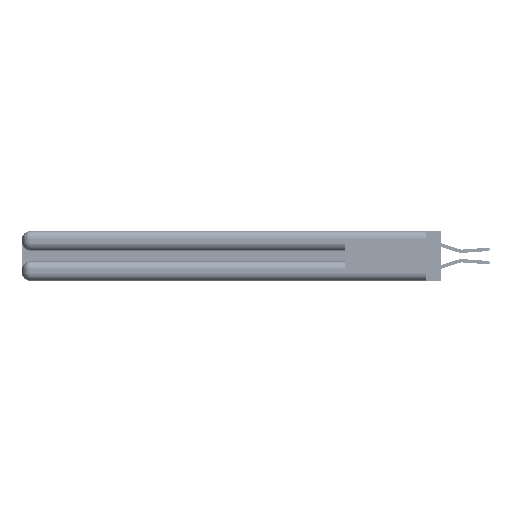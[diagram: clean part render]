
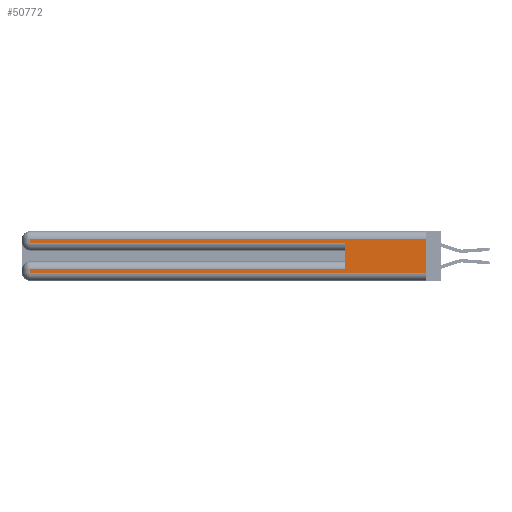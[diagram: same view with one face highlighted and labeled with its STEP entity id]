
A CAD part, left-side view. The second image highlights one B-rep face of the part: STEP entity #50772.
In plain terms, the highlighted planar face has unit normal (-1, 0, 0).
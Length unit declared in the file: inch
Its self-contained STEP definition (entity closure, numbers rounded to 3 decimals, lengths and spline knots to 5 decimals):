
#199 = VECTOR ( 'NONE', #46871, 39.37008 ) ;
#309 = ORIENTED_EDGE ( 'NONE', *, *, #46267, .T. ) ;
#1449 = DIRECTION ( 'NONE',  ( 0., 0., -1. ) ) ;
#2227 = EDGE_CURVE ( 'NONE', #8002, #2263, #17520, .T. ) ;
#2263 = VERTEX_POINT ( 'NONE', #29980 ) ;
#2928 = DIRECTION ( 'NONE',  ( 0., 0., -1. ) ) ;
#3022 = EDGE_CURVE ( 'NONE', #18679, #2263, #35891, .T. ) ;
#3384 = VECTOR ( 'NONE', #19793, 39.37008 ) ;
#3707 = VECTOR ( 'NONE', #33883, 39.37008 ) ;
#5025 = CARTESIAN_POINT ( 'NONE',  ( 0., 2.94, 0.285 ) ) ;
#6692 = VECTOR ( 'NONE', #1449, 39.37008 ) ;
#6717 = ORIENTED_EDGE ( 'NONE', *, *, #2227, .F. ) ;
#6809 = CARTESIAN_POINT ( 'NONE',  ( 0., 2.94, 0.06 ) ) ;
#8002 = VERTEX_POINT ( 'NONE', #41437 ) ;
#11213 = ORIENTED_EDGE ( 'NONE', *, *, #12593, .T. ) ;
#11577 = CARTESIAN_POINT ( 'NONE',  ( 0., 0., 0.06 ) ) ;
#12375 = LINE ( 'NONE', #34875, #32740 ) ;
#12593 = EDGE_CURVE ( 'NONE', #35083, #18679, #52486, .T. ) ;
#14222 = VERTEX_POINT ( 'NONE', #15680 ) ;
#14533 = EDGE_CURVE ( 'NONE', #33772, #35185, #43523, .T. ) ;
#15680 = CARTESIAN_POINT ( 'NONE',  ( 0., 2.94, 0.31 ) ) ;
#16965 = VECTOR ( 'NONE', #24168, 39.37008 ) ;
#17520 = LINE ( 'NONE', #21823, #6692 ) ;
#18140 = VECTOR ( 'NONE', #23750, 39.37008 ) ;
#18679 = VERTEX_POINT ( 'NONE', #6809 ) ;
#18699 = DIRECTION ( 'NONE',  ( 0., 1., 0. ) ) ;
#19181 = CARTESIAN_POINT ( 'NONE',  ( 0., 2.94, 0.37 ) ) ;
#19793 = DIRECTION ( 'NONE',  ( 0., -1., 0. ) ) ;
#21400 = ORIENTED_EDGE ( 'NONE', *, *, #32293, .T. ) ;
#21823 = CARTESIAN_POINT ( 'NONE',  ( 0., 0., 0.37 ) ) ;
#23698 = EDGE_LOOP ( 'NONE', ( #6717, #21400, #42961, #48055, #49331, #309, #11213, #32858 ) ) ;
#23750 = DIRECTION ( 'NONE',  ( 0., 0., -1. ) ) ;
#23988 = CARTESIAN_POINT ( 'NONE',  ( 0., 0., 0.31 ) ) ;
#24168 = DIRECTION ( 'NONE',  ( 0., 1., 0. ) ) ;
#24837 = EDGE_CURVE ( 'NONE', #48969, #35185, #36202, .T. ) ;
#25176 = AXIS2_PLACEMENT_3D ( 'NONE', #45808, #49866, #25607 ) ;
#25607 = DIRECTION ( 'NONE',  ( 0., 0., -1. ) ) ;
#25885 = FACE_OUTER_BOUND ( 'NONE', #23698, .T. ) ;
#26297 = CARTESIAN_POINT ( 'NONE',  ( 0., 0.6, 0.085 ) ) ;
#27802 = LINE ( 'NONE', #23988, #16965 ) ;
#29980 = CARTESIAN_POINT ( 'NONE',  ( 0., 0., 0.06 ) ) ;
#30243 = LINE ( 'NONE', #35793, #18140 ) ;
#32293 = EDGE_CURVE ( 'NONE', #8002, #14222, #27802, .T. ) ;
#32740 = VECTOR ( 'NONE', #18699, 39.37008 ) ;
#32858 = ORIENTED_EDGE ( 'NONE', *, *, #3022, .T. ) ;
#33772 = VERTEX_POINT ( 'NONE', #5025 ) ;
#33883 = DIRECTION ( 'NONE',  ( 0., 0., 1. ) ) ;
#34647 = CARTESIAN_POINT ( 'NONE',  ( 0., 0., 0.285 ) ) ;
#34875 = CARTESIAN_POINT ( 'NONE',  ( 0., 0., 0.085 ) ) ;
#35083 = VERTEX_POINT ( 'NONE', #50066 ) ;
#35185 = VERTEX_POINT ( 'NONE', #38526 ) ;
#35793 = CARTESIAN_POINT ( 'NONE',  ( 0., 2.94, 0.37 ) ) ;
#35891 = LINE ( 'NONE', #11577, #3384 ) ;
#36202 = LINE ( 'NONE', #37942, #3707 ) ;
#37942 = CARTESIAN_POINT ( 'NONE',  ( 0., 0.6, 0.145 ) ) ;
#38526 = CARTESIAN_POINT ( 'NONE',  ( 0., 0.6, 0.285 ) ) ;
#41437 = CARTESIAN_POINT ( 'NONE',  ( 0., 0., 0.31 ) ) ;
#41715 = PLANE ( 'NONE',  #25176 ) ;
#41724 = VECTOR ( 'NONE', #2928, 39.37008 ) ;
#42961 = ORIENTED_EDGE ( 'NONE', *, *, #45877, .T. ) ;
#43523 = LINE ( 'NONE', #34647, #199 ) ;
#45808 = CARTESIAN_POINT ( 'NONE',  ( 0., 0., 0.37 ) ) ;
#45877 = EDGE_CURVE ( 'NONE', #14222, #33772, #30243, .T. ) ;
#46267 = EDGE_CURVE ( 'NONE', #48969, #35083, #12375, .T. ) ;
#46871 = DIRECTION ( 'NONE',  ( 0., -1., 0. ) ) ;
#48055 = ORIENTED_EDGE ( 'NONE', *, *, #14533, .T. ) ;
#48969 = VERTEX_POINT ( 'NONE', #26297 ) ;
#49331 = ORIENTED_EDGE ( 'NONE', *, *, #24837, .F. ) ;
#49866 = DIRECTION ( 'NONE',  ( 1., 0., 0. ) ) ;
#50066 = CARTESIAN_POINT ( 'NONE',  ( 0., 2.94, 0.085 ) ) ;
#50772 = ADVANCED_FACE ( 'NONE', ( #25885 ), #41715, .F. ) ;
#52486 = LINE ( 'NONE', #19181, #41724 ) ;
